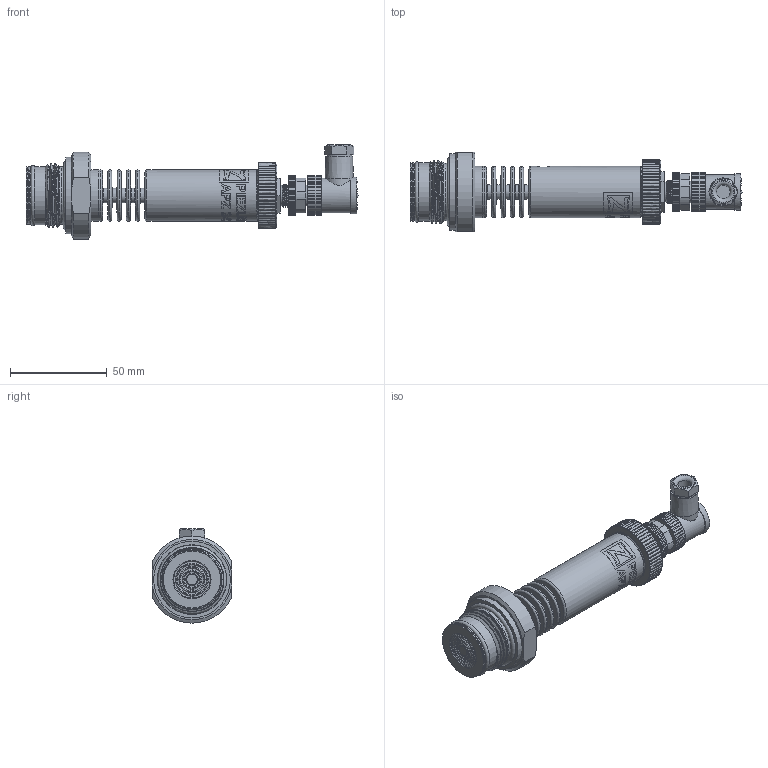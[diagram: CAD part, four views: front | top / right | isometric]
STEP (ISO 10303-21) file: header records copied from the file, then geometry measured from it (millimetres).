
FILE_DESCRIPTION(/* description */ (''),/* implementation_level */ '2;1');
FILE_NAME(/* name */ 'APZ3420m_G1DIN-solidflush_radiator_3.step',/* time_stamp */ '2021-07-06T15:52:40+03:00',/* author */ (''),/* organization */ (''),/* preprocessor_version */ 'ST-DEVELOPER v18.1',/* originating_system */ 'Autodesk Translation Framework v10.9.0.1377',/* authorisation */ '');
FILE_SCHEMA (('AUTOMOTIVE_DESIGN { 1 0 10303 214 3 1 1 }'));
Products named in the file (7): АПЗ 3420м заполненная; OMAL nut M27x1.5; Ш100.000.002; M12x1 male; M12x1 female angular; shell radiator; G1 flush diaphragm
Assembly tree (6 placements, depth 2):
  АПЗ 3420м заполненная
    OMAL nut M27x1.5
    Ш100.000.002
    M12x1 male
    M12x1 female angular
    shell radiator
    G1 flush diaphragm
Bounding box: 171.57 x 41 x 48.7 mm (x, y, z)
Volume: 95957.5 mm3; surface area: 35876.9 mm2
Topology: 19 solids, 19 shells, 1085 faces, 2993 edges, 2003 vertices
Faces by surface type: bspline 479, cylinder 342, plane 186, torus 43, cone 34, sphere 1
Full cylindrical faces by diameter (mm): 1 x12, 1.5 x4, 2 x2, 4 x1, 7 x1, 7.183 x1, 7.5 x5, 8 x1, 8.2 x1, 9.471 x2, 10.6 x2, 10.741 x6, 11.035 x4, 11.156 x1, 11.884 x5, 12.152 x4, 13 x1, 14 x1, 14.137 x4, 14.526 x3, 15.85 x3, 16.203 x3, 18 x1, 19 x1, 21.4 x2, 22.3 x1, 22.5 x1, 24.5 x3, 25.132 x4, 25.526 x4
Entity records: 59578 total; most frequent: CARTESIAN_POINT 35092, ORIENTED_EDGE 5986, DIRECTION 3585, EDGE_CURVE 2993, VERTEX_POINT 2003, AXIS2_PLACEMENT_3D 1319, B_SPLINE_CURVE_WITH_KNOTS 1272, EDGE_LOOP 1162
